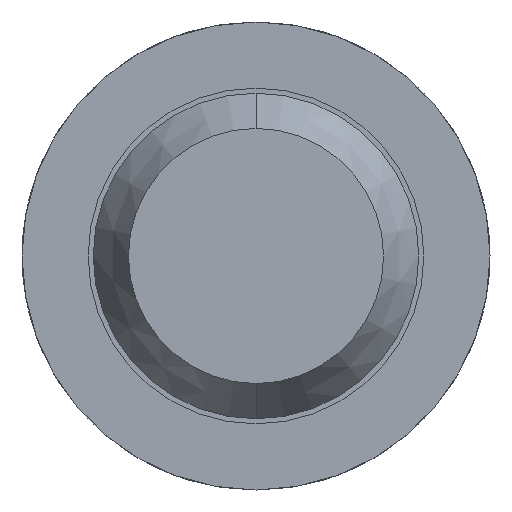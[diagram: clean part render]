
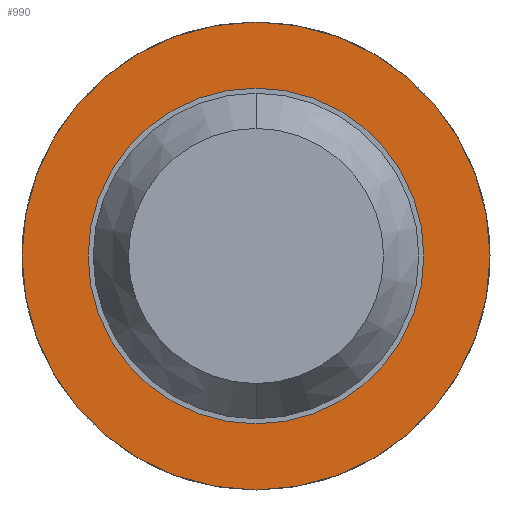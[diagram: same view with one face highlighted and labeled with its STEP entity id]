
A CAD part, front view. The second image highlights one B-rep face of the part: STEP entity #990.
In plain terms, the highlighted planar face has unit normal (0, -1, 0).
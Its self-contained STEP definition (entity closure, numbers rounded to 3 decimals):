
#115 = EDGE_CURVE ( 'Defeature ausgef�hrt1_0+Defeature ausgef�hrt1_7+Defeature ausgef�hrt1_7+Defeature ausgef�hrt1_7', #931, #2625, #814, .T. ) ;
#183 = VERTEX_POINT ( 'NONE', #2450 ) ;
#215 = ORIENTED_EDGE ( 'NONE', *, *, #115, .F. ) ;
#294 = CARTESIAN_POINT ( 'NONE',  ( 0.825, -1.7, 0. ) ) ;
#308 = EDGE_CURVE ( 'Defeature ausgef�hrt1_0+Defeature ausgef�hrt1_7+Defeature ausgef�hrt1_7+Defeature ausgef�hrt1_7', #2625, #931, #1995, .T. ) ;
#522 = CARTESIAN_POINT ( 'NONE',  ( 0., -1.7, 0. ) ) ;
#657 = DIRECTION ( 'NONE',  ( 0., 0., 1. ) ) ;
#814 = CIRCLE ( 'NONE', #2780, 1.15 ) ;
#823 = DIRECTION ( 'NONE',  ( 0., 1., 0. ) ) ;
#872 = AXIS2_PLACEMENT_3D ( 'NONE', #2117, #3224, #2376 ) ;
#931 = VERTEX_POINT ( 'NONE', #2942 ) ;
#945 = EDGE_CURVE ( 'Defeature ausgef�hrt1_7+Defeature ausgef�hrt1_6+Defeature ausgef�hrt1_6+Defeature ausgef�hrt1_6', #1363, #183, #3056, .T. ) ;
#990 = ADVANCED_FACE ( 'Defeature ausgef�hrt1_7', ( #2249, #1548 ), #1359, .F. ) ;
#1096 = CIRCLE ( 'NONE', #1803, 0.825 ) ;
#1150 = EDGE_CURVE ( 'Defeature ausgef�hrt1_7+Defeature ausgef�hrt1_6+Defeature ausgef�hrt1_6+Defeature ausgef�hrt1_6', #183, #1363, #1096, .T. ) ;
#1321 = DIRECTION ( 'NONE',  ( 0., 1., 0. ) ) ;
#1359 = PLANE ( 'NONE',  #3192 ) ;
#1363 = VERTEX_POINT ( 'NONE', #3120 ) ;
#1548 = FACE_BOUND ( 'NONE', #3252, .T. ) ;
#1617 = CARTESIAN_POINT ( 'NONE',  ( 0., -1.7, 1.15 ) ) ;
#1803 = AXIS2_PLACEMENT_3D ( 'NONE', #3298, #2772, #657 ) ;
#1845 = DIRECTION ( 'NONE',  ( 0., 0., 1. ) ) ;
#1995 = CIRCLE ( 'NONE', #3261, 1.15 ) ;
#2117 = CARTESIAN_POINT ( 'NONE',  ( 0., -1.7, 0. ) ) ;
#2249 = FACE_OUTER_BOUND ( 'NONE', #3121, .T. ) ;
#2376 = DIRECTION ( 'NONE',  ( 0., 0., 1. ) ) ;
#2394 = CARTESIAN_POINT ( 'NONE',  ( 0., -1.7, 0. ) ) ;
#2450 = CARTESIAN_POINT ( 'NONE',  ( 0., -1.7, 0.825 ) ) ;
#2625 = VERTEX_POINT ( 'NONE', #1617 ) ;
#2772 = DIRECTION ( 'NONE',  ( 0., 1., 0. ) ) ;
#2780 = AXIS2_PLACEMENT_3D ( 'NONE', #522, #1321, #3189 ) ;
#2942 = CARTESIAN_POINT ( 'NONE',  ( 0., -1.7, -1.15 ) ) ;
#2960 = DIRECTION ( 'NONE',  ( 0., 0., 1. ) ) ;
#3056 = CIRCLE ( 'NONE', #872, 0.825 ) ;
#3079 = ORIENTED_EDGE ( 'NONE', *, *, #1150, .T. ) ;
#3120 = CARTESIAN_POINT ( 'NONE',  ( 0., -1.7, -0.825 ) ) ;
#3121 = EDGE_LOOP ( 'NONE', ( #3430, #215 ) ) ;
#3189 = DIRECTION ( 'NONE',  ( 0., 0., 1. ) ) ;
#3192 = AXIS2_PLACEMENT_3D ( 'NONE', #294, #823, #1845 ) ;
#3224 = DIRECTION ( 'NONE',  ( 0., 1., 0. ) ) ;
#3235 = DIRECTION ( 'NONE',  ( 0., 1., 0. ) ) ;
#3252 = EDGE_LOOP ( 'NONE', ( #3079, #3263 ) ) ;
#3261 = AXIS2_PLACEMENT_3D ( 'NONE', #2394, #3235, #2960 ) ;
#3263 = ORIENTED_EDGE ( 'NONE', *, *, #945, .T. ) ;
#3298 = CARTESIAN_POINT ( 'NONE',  ( 0., -1.7, 0. ) ) ;
#3430 = ORIENTED_EDGE ( 'NONE', *, *, #308, .F. ) ;
